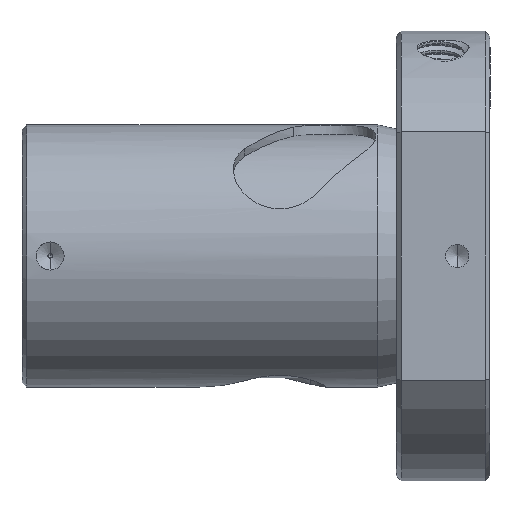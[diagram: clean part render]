
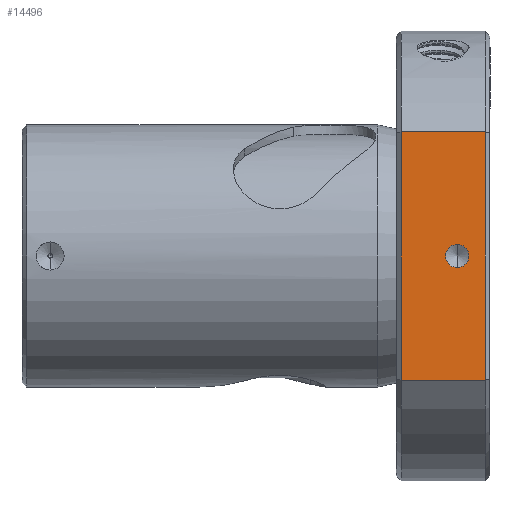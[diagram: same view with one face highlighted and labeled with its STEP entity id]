
A CAD part, left-side view. The second image highlights one B-rep face of the part: STEP entity #14496.
In plain terms, the highlighted planar face has unit normal (-1, 0, 0).
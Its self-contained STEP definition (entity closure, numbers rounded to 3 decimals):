
#424 = CARTESIAN_POINT ( 'NONE',  ( -20., -4.5, 13.266 ) ) ;
#604 = EDGE_CURVE ( 'NONE', #1009, #8797, #12208, .T. ) ;
#622 = ORIENTED_EDGE ( 'NONE', *, *, #9641, .F. ) ;
#659 = EDGE_LOOP ( 'NONE', ( #12667, #11648, #12940, #892 ) ) ;
#752 = DIRECTION ( 'NONE',  ( 0., 0., 1. ) ) ;
#763 = VERTEX_POINT ( 'NONE', #7834 ) ;
#789 = VECTOR ( 'NONE', #5850, 1000. ) ;
#892 = ORIENTED_EDGE ( 'NONE', *, *, #11237, .F. ) ;
#966 = CARTESIAN_POINT ( 'NONE',  ( -20., 5., -13.266 ) ) ;
#978 = VERTEX_POINT ( 'NONE', #8430 ) ;
#1009 = VERTEX_POINT ( 'NONE', #13762 ) ;
#1505 = LINE ( 'NONE', #14603, #8202 ) ;
#1605 = ORIENTED_EDGE ( 'NONE', *, *, #3401, .F. ) ;
#1654 = CARTESIAN_POINT ( 'NONE',  ( -20., -4.5, -13.266 ) ) ;
#1762 = AXIS2_PLACEMENT_3D ( 'NONE', #966, #13162, #10541 ) ;
#1981 = CARTESIAN_POINT ( 'NONE',  ( -20., 4.5, -13.266 ) ) ;
#2284 = FACE_BOUND ( 'NONE', #12653, .T. ) ;
#2519 = AXIS2_PLACEMENT_3D ( 'NONE', #12170, #14720, #6909 ) ;
#3401 = EDGE_CURVE ( 'NONE', #763, #5495, #5605, .T. ) ;
#4067 = DIRECTION ( 'NONE',  ( 0., -1., 0. ) ) ;
#5424 = CIRCLE ( 'NONE', #8778, 1.25 ) ;
#5495 = VERTEX_POINT ( 'NONE', #14466 ) ;
#5605 = CIRCLE ( 'NONE', #2519, 1.25 ) ;
#5850 = DIRECTION ( 'NONE',  ( 0., 0., 1. ) ) ;
#6037 = LINE ( 'NONE', #1981, #15490 ) ;
#6750 = DIRECTION ( 'NONE',  ( 0., 0., 1. ) ) ;
#6874 = DIRECTION ( 'NONE',  ( 0., 1., 0. ) ) ;
#6909 = DIRECTION ( 'NONE',  ( 0., 0., 1. ) ) ;
#7652 = PLANE ( 'NONE',  #1762 ) ;
#7834 = CARTESIAN_POINT ( 'NONE',  ( -20., -1.5, -1.25 ) ) ;
#8202 = VECTOR ( 'NONE', #6874, 1000. ) ;
#8430 = CARTESIAN_POINT ( 'NONE',  ( -20., 4.5, -13.266 ) ) ;
#8778 = AXIS2_PLACEMENT_3D ( 'NONE', #11032, #16364, #6750 ) ;
#8797 = VERTEX_POINT ( 'NONE', #424 ) ;
#9641 = EDGE_CURVE ( 'NONE', #5495, #763, #5424, .T. ) ;
#9753 = EDGE_CURVE ( 'NONE', #978, #1009, #6037, .T. ) ;
#10541 = DIRECTION ( 'NONE',  ( 0., 0., -1. ) ) ;
#11032 = CARTESIAN_POINT ( 'NONE',  ( -20., -1.5, 0. ) ) ;
#11237 = EDGE_CURVE ( 'NONE', #14863, #978, #1505, .T. ) ;
#11648 = ORIENTED_EDGE ( 'NONE', *, *, #604, .F. ) ;
#12170 = CARTESIAN_POINT ( 'NONE',  ( -20., -1.5, 0. ) ) ;
#12208 = LINE ( 'NONE', #13433, #16126 ) ;
#12653 = EDGE_LOOP ( 'NONE', ( #622, #1605 ) ) ;
#12667 = ORIENTED_EDGE ( 'NONE', *, *, #14012, .T. ) ;
#12940 = ORIENTED_EDGE ( 'NONE', *, *, #9753, .F. ) ;
#13162 = DIRECTION ( 'NONE',  ( 1., 0., 0. ) ) ;
#13433 = CARTESIAN_POINT ( 'NONE',  ( -20., 5., 13.266 ) ) ;
#13644 = LINE ( 'NONE', #15050, #789 ) ;
#13762 = CARTESIAN_POINT ( 'NONE',  ( -20., 4.5, 13.266 ) ) ;
#14012 = EDGE_CURVE ( 'NONE', #14863, #8797, #13644, .T. ) ;
#14466 = CARTESIAN_POINT ( 'NONE',  ( -20., -1.5, 1.25 ) ) ;
#14496 = ADVANCED_FACE ( 'NONE', ( #15621, #2284 ), #7652, .F. ) ;
#14603 = CARTESIAN_POINT ( 'NONE',  ( -20., 5., -13.266 ) ) ;
#14720 = DIRECTION ( 'NONE',  ( -1., 0., 0. ) ) ;
#14863 = VERTEX_POINT ( 'NONE', #1654 ) ;
#15050 = CARTESIAN_POINT ( 'NONE',  ( -20., -4.5, -13.266 ) ) ;
#15490 = VECTOR ( 'NONE', #752, 1000. ) ;
#15621 = FACE_OUTER_BOUND ( 'NONE', #659, .T. ) ;
#16126 = VECTOR ( 'NONE', #4067, 1000. ) ;
#16364 = DIRECTION ( 'NONE',  ( -1., 0., 0. ) ) ;
